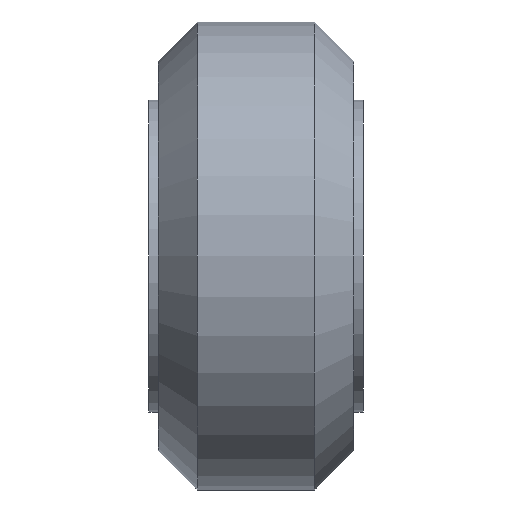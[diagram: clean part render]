
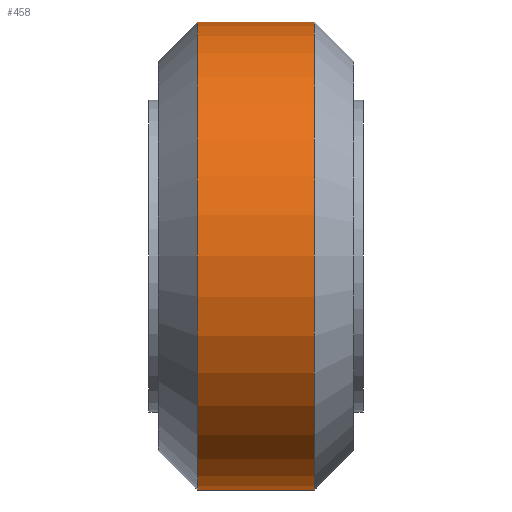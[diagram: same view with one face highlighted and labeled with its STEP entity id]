
A CAD part, left-side view. The second image highlights one B-rep face of the part: STEP entity #458.
In plain terms, the highlighted cylindrical face has radius 12 mm (diameter 24 mm), a partial arc.
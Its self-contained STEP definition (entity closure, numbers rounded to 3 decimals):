
#37 = CARTESIAN_POINT ( 'NONE',  ( 0., 10., -12. ) ) ;
#66 = LINE ( 'NONE', #37, #219 ) ;
#68 = EDGE_CURVE ( 'NONE', #298, #290, #452, .T. ) ;
#88 = DIRECTION ( 'NONE',  ( 0., 1., 0. ) ) ;
#103 = AXIS2_PLACEMENT_3D ( 'NONE', #628, #169, #419 ) ;
#110 = AXIS2_PLACEMENT_3D ( 'NONE', #204, #604, #455 ) ;
#113 = DIRECTION ( 'NONE',  ( 0., -1., 0. ) ) ;
#145 = EDGE_CURVE ( 'NONE', #516, #507, #583, .T. ) ;
#158 = ORIENTED_EDGE ( 'NONE', *, *, #145, .F. ) ;
#169 = DIRECTION ( 'NONE',  ( 0., -1., 0. ) ) ;
#204 = CARTESIAN_POINT ( 'NONE',  ( 0., 8., 0. ) ) ;
#207 = CARTESIAN_POINT ( 'NONE',  ( 0., 2., 12. ) ) ;
#208 = EDGE_CURVE ( 'NONE', #516, #298, #66, .T. ) ;
#215 = CARTESIAN_POINT ( 'NONE',  ( 0., 2., -12. ) ) ;
#219 = VECTOR ( 'NONE', #348, 1000. ) ;
#227 = VECTOR ( 'NONE', #113, 1000. ) ;
#251 = DIRECTION ( 'NONE',  ( 0., 0., 1. ) ) ;
#270 = CARTESIAN_POINT ( 'NONE',  ( 0., 8., -12. ) ) ;
#290 = VERTEX_POINT ( 'NONE', #207 ) ;
#298 = VERTEX_POINT ( 'NONE', #215 ) ;
#338 = LINE ( 'NONE', #425, #227 ) ;
#348 = DIRECTION ( 'NONE',  ( 0., -1., 0. ) ) ;
#411 = ORIENTED_EDGE ( 'NONE', *, *, #68, .T. ) ;
#419 = DIRECTION ( 'NONE',  ( 0., 0., -1. ) ) ;
#425 = CARTESIAN_POINT ( 'NONE',  ( 0., 10., 12. ) ) ;
#434 = FACE_OUTER_BOUND ( 'NONE', #603, .T. ) ;
#443 = CARTESIAN_POINT ( 'NONE',  ( 0., 2., 0. ) ) ;
#452 = CIRCLE ( 'NONE', #592, 12. ) ;
#455 = DIRECTION ( 'NONE',  ( 0., 0., 1. ) ) ;
#458 = ADVANCED_FACE ( 'NONE', ( #434 ), #513, .T. ) ;
#507 = VERTEX_POINT ( 'NONE', #572 ) ;
#513 = CYLINDRICAL_SURFACE ( 'NONE', #103, 12. ) ;
#516 = VERTEX_POINT ( 'NONE', #270 ) ;
#523 = ORIENTED_EDGE ( 'NONE', *, *, #208, .T. ) ;
#531 = ORIENTED_EDGE ( 'NONE', *, *, #535, .F. ) ;
#535 = EDGE_CURVE ( 'NONE', #507, #290, #338, .T. ) ;
#572 = CARTESIAN_POINT ( 'NONE',  ( 0., 8., 12. ) ) ;
#583 = CIRCLE ( 'NONE', #110, 12. ) ;
#592 = AXIS2_PLACEMENT_3D ( 'NONE', #443, #88, #251 ) ;
#603 = EDGE_LOOP ( 'NONE', ( #531, #158, #523, #411 ) ) ;
#604 = DIRECTION ( 'NONE',  ( 0., 1., 0. ) ) ;
#628 = CARTESIAN_POINT ( 'NONE',  ( 0., 10., 0. ) ) ;
